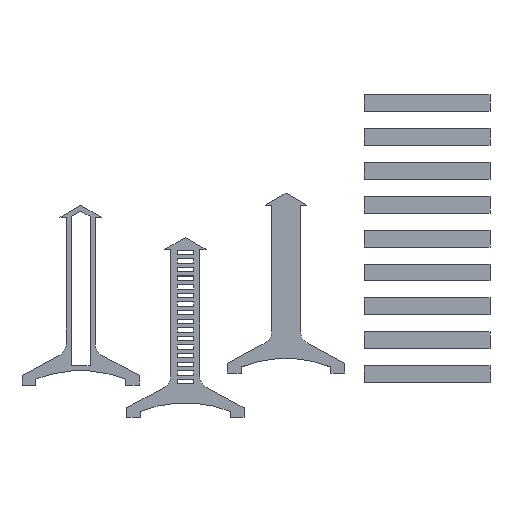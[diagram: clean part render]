
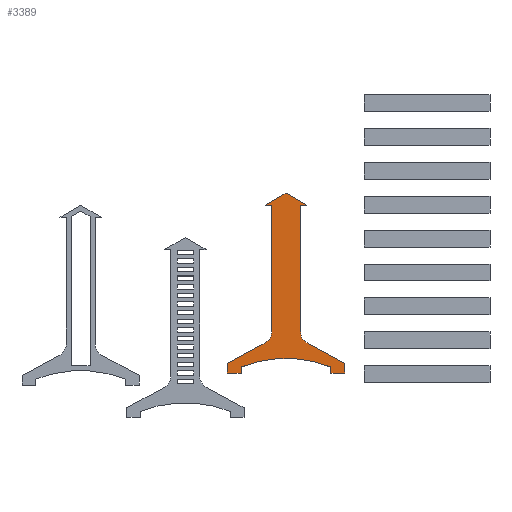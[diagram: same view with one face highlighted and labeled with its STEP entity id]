
A CAD part, top view. The second image highlights one B-rep face of the part: STEP entity #3389.
In plain terms, the highlighted planar face has unit normal (0, 0, 1).
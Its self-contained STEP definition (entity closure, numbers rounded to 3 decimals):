
#54=CIRCLE('',#3585,10.);
#56=CIRCLE('',#3592,96.928);
#58=CIRCLE('',#3599,10.);
#213=FACE_OUTER_BOUND('',#425,.T.);
#425=EDGE_LOOP('',(#2773,#2774,#2775,#2776,#2777,#2778,#2779,#2780,#2781,
#2782,#2783,#2784,#2785,#2786,#2787,#2788,#2789));
#759=LINE('',#5086,#1207);
#762=LINE('',#5092,#1210);
#765=LINE('',#5098,#1213);
#768=LINE('',#5104,#1216);
#772=LINE('',#5116,#1220);
#775=LINE('',#5122,#1223);
#778=LINE('',#5128,#1226);
#781=LINE('',#5134,#1229);
#785=LINE('',#5146,#1233);
#788=LINE('',#5152,#1236);
#791=LINE('',#5158,#1239);
#794=LINE('',#5164,#1242);
#797=LINE('',#5170,#1245);
#800=LINE('',#5174,#1248);
#1207=VECTOR('',#4158,10.);
#1210=VECTOR('',#4163,10.);
#1213=VECTOR('',#4168,10.);
#1216=VECTOR('',#4173,10.);
#1220=VECTOR('',#4185,10.);
#1223=VECTOR('',#4190,10.);
#1226=VECTOR('',#4195,10.);
#1229=VECTOR('',#4200,10.);
#1233=VECTOR('',#4212,10.);
#1236=VECTOR('',#4217,10.);
#1239=VECTOR('',#4222,10.);
#1242=VECTOR('',#4227,10.);
#1245=VECTOR('',#4232,10.);
#1248=VECTOR('',#4237,10.);
#1571=VERTEX_POINT('',#5077);
#1572=VERTEX_POINT('',#5079);
#1574=VERTEX_POINT('',#5085);
#1576=VERTEX_POINT('',#5091);
#1578=VERTEX_POINT('',#5097);
#1580=VERTEX_POINT('',#5103);
#1582=VERTEX_POINT('',#5109);
#1584=VERTEX_POINT('',#5115);
#1586=VERTEX_POINT('',#5121);
#1588=VERTEX_POINT('',#5127);
#1590=VERTEX_POINT('',#5133);
#1592=VERTEX_POINT('',#5139);
#1594=VERTEX_POINT('',#5145);
#1596=VERTEX_POINT('',#5151);
#1598=VERTEX_POINT('',#5157);
#1600=VERTEX_POINT('',#5163);
#1602=VERTEX_POINT('',#5169);
#1972=EDGE_CURVE('',#1572,#1571,#54,.T.);
#1975=EDGE_CURVE('',#1574,#1572,#759,.T.);
#1978=EDGE_CURVE('',#1576,#1574,#762,.T.);
#1981=EDGE_CURVE('',#1578,#1576,#765,.T.);
#1984=EDGE_CURVE('',#1580,#1578,#768,.T.);
#1987=EDGE_CURVE('',#1582,#1580,#56,.T.);
#1990=EDGE_CURVE('',#1584,#1582,#772,.T.);
#1993=EDGE_CURVE('',#1586,#1584,#775,.T.);
#1996=EDGE_CURVE('',#1588,#1586,#778,.T.);
#1999=EDGE_CURVE('',#1590,#1588,#781,.T.);
#2002=EDGE_CURVE('',#1592,#1590,#58,.T.);
#2005=EDGE_CURVE('',#1594,#1592,#785,.T.);
#2008=EDGE_CURVE('',#1596,#1594,#788,.T.);
#2011=EDGE_CURVE('',#1598,#1596,#791,.T.);
#2014=EDGE_CURVE('',#1600,#1598,#794,.T.);
#2017=EDGE_CURVE('',#1602,#1600,#797,.T.);
#2020=EDGE_CURVE('',#1571,#1602,#800,.T.);
#2773=ORIENTED_EDGE('',*,*,#2020,.T.);
#2774=ORIENTED_EDGE('',*,*,#2017,.T.);
#2775=ORIENTED_EDGE('',*,*,#2014,.T.);
#2776=ORIENTED_EDGE('',*,*,#2011,.T.);
#2777=ORIENTED_EDGE('',*,*,#2008,.T.);
#2778=ORIENTED_EDGE('',*,*,#2005,.T.);
#2779=ORIENTED_EDGE('',*,*,#2002,.T.);
#2780=ORIENTED_EDGE('',*,*,#1999,.T.);
#2781=ORIENTED_EDGE('',*,*,#1996,.T.);
#2782=ORIENTED_EDGE('',*,*,#1993,.T.);
#2783=ORIENTED_EDGE('',*,*,#1990,.T.);
#2784=ORIENTED_EDGE('',*,*,#1987,.T.);
#2785=ORIENTED_EDGE('',*,*,#1984,.T.);
#2786=ORIENTED_EDGE('',*,*,#1981,.T.);
#2787=ORIENTED_EDGE('',*,*,#1978,.T.);
#2788=ORIENTED_EDGE('',*,*,#1975,.T.);
#2789=ORIENTED_EDGE('',*,*,#1972,.T.);
#3213=PLANE('',#3606);
#3389=ADVANCED_FACE('',(#213),#3213,.T.);
#3585=AXIS2_PLACEMENT_3D('',#5080,#4152,#4153);
#3592=AXIS2_PLACEMENT_3D('',#5110,#4179,#4180);
#3599=AXIS2_PLACEMENT_3D('',#5140,#4206,#4207);
#3606=AXIS2_PLACEMENT_3D('',#5175,#4238,#4239);
#4152=DIRECTION('center_axis',(0.,0.,-1.));
#4153=DIRECTION('ref_axis',(-1.,0.,0.));
#4158=DIRECTION('',(-0.88,0.476,0.));
#4163=DIRECTION('',(0.,1.,0.));
#4168=DIRECTION('',(1.,0.,0.));
#4173=DIRECTION('',(0.,-1.,0.));
#4179=DIRECTION('center_axis',(0.,0.,-1.));
#4180=DIRECTION('ref_axis',(0.368,0.93,0.));
#4185=DIRECTION('',(0.,1.,0.));
#4190=DIRECTION('',(1.,0.,0.));
#4195=DIRECTION('',(0.,-1.,0.));
#4200=DIRECTION('',(-0.88,-0.476,0.));
#4206=DIRECTION('center_axis',(0.,0.,-1.));
#4207=DIRECTION('ref_axis',(0.476,-0.88,0.));
#4212=DIRECTION('',(0.,-1.,0.));
#4217=DIRECTION('',(1.,0.,0.));
#4222=DIRECTION('',(-0.866,-0.5,0.));
#4227=DIRECTION('',(-0.866,0.5,0.));
#4232=DIRECTION('',(1.,0.,0.));
#4237=DIRECTION('',(0.,1.,0.));
#4238=DIRECTION('center_axis',(0.,0.,1.));
#4239=DIRECTION('ref_axis',(1.,0.,0.));
#5077=CARTESIAN_POINT('',(98.188,41.366,4.));
#5079=CARTESIAN_POINT('',(103.432,32.569,4.));
#5080=CARTESIAN_POINT('Origin',(108.188,41.366,4.));
#5085=CARTESIAN_POINT('',(133.422,16.356,4.));
#5086=CARTESIAN_POINT('',(103.432,32.569,4.));
#5091=CARTESIAN_POINT('',(133.422,8.638,4.));
#5092=CARTESIAN_POINT('',(133.422,16.356,4.));
#5097=CARTESIAN_POINT('',(122.397,8.638,4.));
#5098=CARTESIAN_POINT('',(133.422,8.638,4.));
#5103=CARTESIAN_POINT('',(122.397,13.451,4.));
#5104=CARTESIAN_POINT('',(122.397,8.638,4.));
#5109=CARTESIAN_POINT('',(50.979,13.451,4.));
#5110=CARTESIAN_POINT('Origin',(86.688,-76.66,4.));
#5115=CARTESIAN_POINT('',(50.979,8.638,4.));
#5116=CARTESIAN_POINT('',(50.979,8.638,4.));
#5121=CARTESIAN_POINT('',(39.955,8.638,4.));
#5122=CARTESIAN_POINT('',(39.955,8.638,4.));
#5127=CARTESIAN_POINT('',(39.955,16.356,4.));
#5128=CARTESIAN_POINT('',(39.955,16.356,4.));
#5133=CARTESIAN_POINT('',(69.944,32.569,4.));
#5134=CARTESIAN_POINT('',(69.944,32.569,4.));
#5139=CARTESIAN_POINT('',(75.188,41.366,4.));
#5140=CARTESIAN_POINT('Origin',(65.188,41.366,4.));
#5145=CARTESIAN_POINT('',(75.188,142.405,4.));
#5146=CARTESIAN_POINT('',(75.188,41.366,4.));
#5151=CARTESIAN_POINT('',(70.188,142.405,4.));
#5152=CARTESIAN_POINT('',(75.188,142.405,4.));
#5157=CARTESIAN_POINT('',(86.688,151.931,4.));
#5158=CARTESIAN_POINT('',(70.188,142.405,4.));
#5163=CARTESIAN_POINT('',(103.188,142.405,4.));
#5164=CARTESIAN_POINT('',(103.188,142.405,4.));
#5169=CARTESIAN_POINT('',(98.188,142.405,4.));
#5170=CARTESIAN_POINT('',(98.188,142.405,4.));
#5174=CARTESIAN_POINT('',(98.188,41.366,4.));
#5175=CARTESIAN_POINT('Origin',(86.688,80.285,4.));
